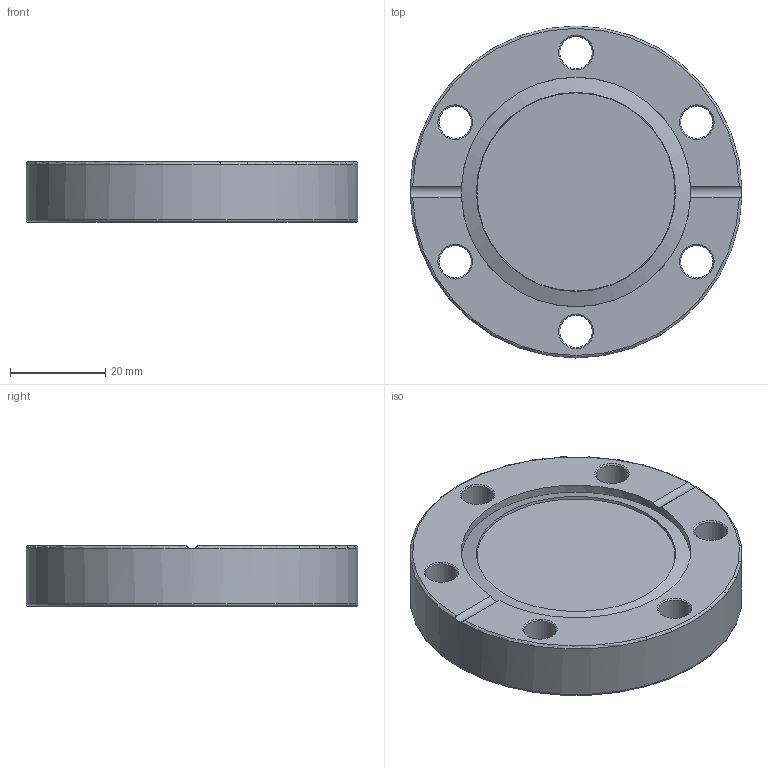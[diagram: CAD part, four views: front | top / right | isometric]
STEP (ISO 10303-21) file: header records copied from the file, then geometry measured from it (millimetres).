
FILE_DESCRIPTION (( 'STEP AP214' ), '1' );
FILE_NAME ('F35.STEP', '2022-02-21T12:05:09', ( '' ), ( '' ), 'SwSTEP 2.0', 'SolidWorks 2022', '' );
FILE_SCHEMA (( 'AUTOMOTIVE_DESIGN' ));
Length unit declared in the file: millimetre
Products named in the file (1): F35
Bounding box: 69.85 x 69.85 x 12.7 mm (x, y, z)
Volume: 43629.5 mm3; surface area: 11882 mm2
Topology: 1 solids, 1 shells, 31 faces, 78 edges, 49 vertices
Faces by surface type: cone 14, cylinder 10, plane 4, torus 3
Full cylindrical faces by diameter (mm): 6.8 x6, 48.3 x1, 69.85 x1
Entity records: 866 total; most frequent: CARTESIAN_POINT 196, DIRECTION 138, ORIENTED_EDGE 94, AXIS2_PLACEMENT_3D 67, EDGE_LOOP 66, EDGE_CURVE 47, VERTEX_POINT 41, FACE_OUTER_BOUND 40
